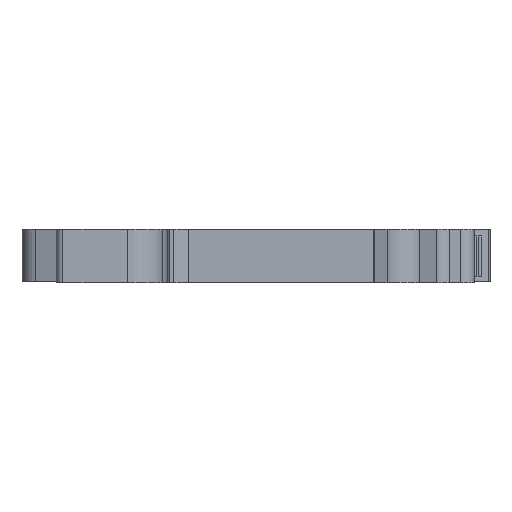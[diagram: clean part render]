
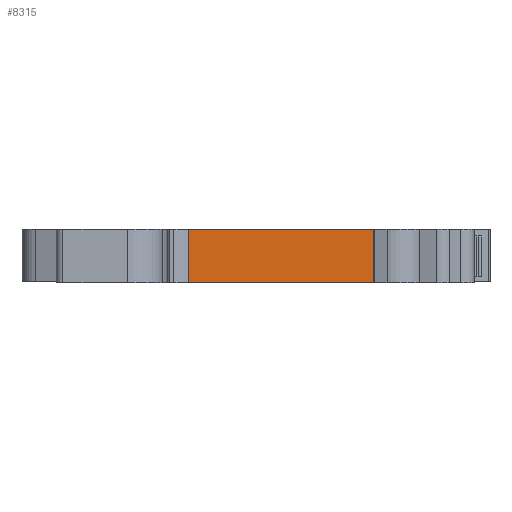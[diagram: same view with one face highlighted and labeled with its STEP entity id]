
A CAD part, front view. The second image highlights one B-rep face of the part: STEP entity #8315.
In plain terms, the highlighted planar face has unit normal (0, -1, 0).
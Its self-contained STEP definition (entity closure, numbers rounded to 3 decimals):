
#72 = LINE ( 'NONE', #12905, #258 ) ;
#94 = LINE ( 'NONE', #12863, #3834 ) ;
#258 = VECTOR ( 'NONE', #12884, 1000. ) ;
#3834 = VECTOR ( 'NONE', #12924, 1000. ) ;
#3845 = LINE ( 'NONE', #12786, #10621 ) ;
#3977 = EDGE_CURVE ( 'NONE', #10269, #9291, #4217, .T. ) ;
#4022 = EDGE_CURVE ( 'NONE', #9482, #9648, #72, .T. ) ;
#4046 = EDGE_CURVE ( 'NONE', #10269, #9482, #94, .T. ) ;
#4066 = EDGE_CURVE ( 'NONE', #9648, #9291, #3845, .T. ) ;
#4217 = LINE ( 'NONE', #14722, #12983 ) ;
#5589 = CARTESIAN_POINT ( 'NONE',  ( -16.901, -9.468, 3.068 ) ) ;
#6324 = AXIS2_PLACEMENT_3D ( 'NONE', #10975, #10928, #10875 ) ;
#6789 = FACE_OUTER_BOUND ( 'NONE', #11098, .T. ) ;
#7852 = CARTESIAN_POINT ( 'NONE',  ( 11.425, -9.468, -4.882 ) ) ;
#8315 = ADVANCED_FACE ( 'NONE', ( #6789 ), #11840, .F. ) ;
#8365 = CARTESIAN_POINT ( 'NONE',  ( 11.425, -9.468, 3.068 ) ) ;
#9267 = CARTESIAN_POINT ( 'NONE',  ( -16.901, -9.468, -4.882 ) ) ;
#9291 = VERTEX_POINT ( 'NONE', #9267 ) ;
#9482 = VERTEX_POINT ( 'NONE', #8365 ) ;
#9648 = VERTEX_POINT ( 'NONE', #7852 ) ;
#10269 = VERTEX_POINT ( 'NONE', #5589 ) ;
#10621 = VECTOR ( 'NONE', #12845, 1000. ) ;
#10875 = DIRECTION ( 'NONE',  ( -1., 0., 0. ) ) ;
#10928 = DIRECTION ( 'NONE',  ( 0., 1., 0. ) ) ;
#10975 = CARTESIAN_POINT ( 'NONE',  ( -16.901, -9.468, 3.068 ) ) ;
#11098 = EDGE_LOOP ( 'NONE', ( #13771, #13797, #13814, #13826 ) ) ;
#11840 = PLANE ( 'NONE',  #6324 ) ;
#12786 = CARTESIAN_POINT ( 'NONE',  ( -16.901, -9.468, -4.882 ) ) ;
#12845 = DIRECTION ( 'NONE',  ( -1., 0., 0. ) ) ;
#12863 = CARTESIAN_POINT ( 'NONE',  ( -16.901, -9.468, 3.068 ) ) ;
#12884 = DIRECTION ( 'NONE',  ( 0., 0., -1. ) ) ;
#12905 = CARTESIAN_POINT ( 'NONE',  ( 11.425, -9.468, 3.068 ) ) ;
#12924 = DIRECTION ( 'NONE',  ( 1., 0., 0. ) ) ;
#12983 = VECTOR ( 'NONE', #14537, 1000. ) ;
#13771 = ORIENTED_EDGE ( 'NONE', *, *, #4022, .F. ) ;
#13797 = ORIENTED_EDGE ( 'NONE', *, *, #4046, .F. ) ;
#13814 = ORIENTED_EDGE ( 'NONE', *, *, #3977, .T. ) ;
#13826 = ORIENTED_EDGE ( 'NONE', *, *, #4066, .F. ) ;
#14537 = DIRECTION ( 'NONE',  ( 0., 0., -1. ) ) ;
#14722 = CARTESIAN_POINT ( 'NONE',  ( -16.901, -9.468, 3.068 ) ) ;
